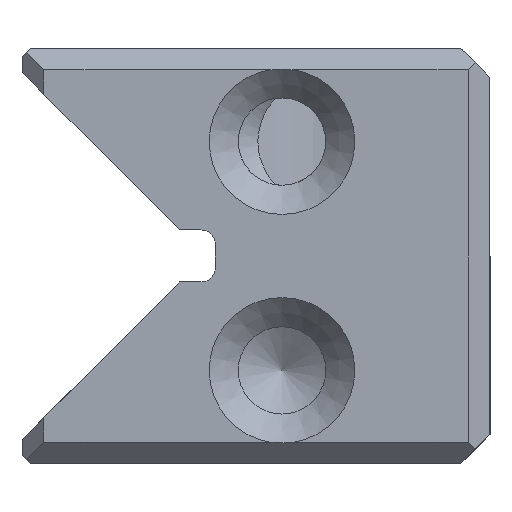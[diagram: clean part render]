
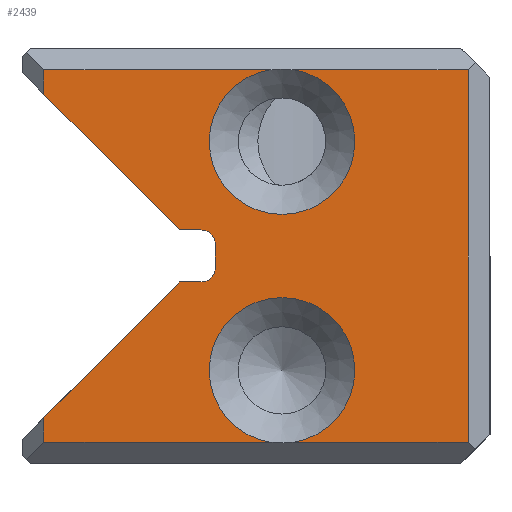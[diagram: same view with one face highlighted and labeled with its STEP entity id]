
A CAD part, left-side view. The second image highlights one B-rep face of the part: STEP entity #2439.
In plain terms, the highlighted planar face has unit normal (-1, 0, 0).
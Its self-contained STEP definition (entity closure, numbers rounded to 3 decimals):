
#2128=FACE_OUTER_BOUND('',#3359,.T.);
#2439=ADVANCED_FACE('',(#2128),#2783,.T.);
#2783=PLANE('',#8371);
#3013=CIRCLE('',#8367,3.5);
#3014=CIRCLE('',#8368,3.5);
#3015=CIRCLE('',#8369,0.7);
#3016=CIRCLE('',#8370,0.7);
#3359=EDGE_LOOP('',(#3974,#3975,#3976,#3977,#3978,#3979,#3980,#3981,#3982,
#3983,#3984,#3985,#3986,#3987,#3988,#3989));
#3974=ORIENTED_EDGE('',*,*,#6367,.F.);
#3975=ORIENTED_EDGE('',*,*,#6368,.T.);
#3976=ORIENTED_EDGE('',*,*,#6369,.T.);
#3977=ORIENTED_EDGE('',*,*,#6370,.T.);
#3978=ORIENTED_EDGE('',*,*,#6371,.T.);
#3979=ORIENTED_EDGE('',*,*,#6372,.T.);
#3980=ORIENTED_EDGE('',*,*,#6373,.T.);
#3981=ORIENTED_EDGE('',*,*,#6374,.T.);
#3982=ORIENTED_EDGE('',*,*,#6375,.T.);
#3983=ORIENTED_EDGE('',*,*,#6376,.T.);
#3984=ORIENTED_EDGE('',*,*,#6377,.T.);
#3985=ORIENTED_EDGE('',*,*,#6378,.T.);
#3986=ORIENTED_EDGE('',*,*,#6379,.F.);
#3987=ORIENTED_EDGE('',*,*,#6380,.F.);
#3988=ORIENTED_EDGE('',*,*,#6381,.T.);
#3989=ORIENTED_EDGE('',*,*,#6382,.T.);
#5762=VERTEX_POINT('',#10611);
#5763=VERTEX_POINT('',#10612);
#5764=VERTEX_POINT('',#10614);
#5765=VERTEX_POINT('',#10616);
#5766=VERTEX_POINT('',#10618);
#5767=VERTEX_POINT('',#10620);
#5768=VERTEX_POINT('',#10622);
#5769=VERTEX_POINT('',#10624);
#5770=VERTEX_POINT('',#10626);
#5771=VERTEX_POINT('',#10628);
#5772=VERTEX_POINT('',#10630);
#5773=VERTEX_POINT('',#10632);
#5774=VERTEX_POINT('',#10634);
#5775=VERTEX_POINT('',#10636);
#5776=VERTEX_POINT('',#10638);
#5777=VERTEX_POINT('',#10640);
#6367=EDGE_CURVE('',#5762,#5763,#3013,.T.);
#6368=EDGE_CURVE('',#5762,#5764,#7182,.T.);
#6369=EDGE_CURVE('',#5764,#5765,#7183,.T.);
#6370=EDGE_CURVE('',#5765,#5766,#7184,.T.);
#6371=EDGE_CURVE('',#5766,#5767,#3014,.T.);
#6372=EDGE_CURVE('',#5767,#5768,#7185,.T.);
#6373=EDGE_CURVE('',#5768,#5769,#7186,.T.);
#6374=EDGE_CURVE('',#5769,#5770,#7187,.T.);
#6375=EDGE_CURVE('',#5770,#5771,#7188,.T.);
#6376=EDGE_CURVE('',#5771,#5772,#3015,.T.);
#6377=EDGE_CURVE('',#5772,#5773,#7189,.T.);
#6378=EDGE_CURVE('',#5773,#5774,#3016,.T.);
#6379=EDGE_CURVE('',#5775,#5774,#7190,.T.);
#6380=EDGE_CURVE('',#5776,#5775,#7191,.T.);
#6381=EDGE_CURVE('',#5776,#5777,#7192,.T.);
#6382=EDGE_CURVE('',#5777,#5763,#7193,.T.);
#7182=LINE('',#10613,#7851);
#7183=LINE('',#10615,#7852);
#7184=LINE('',#10617,#7853);
#7185=LINE('',#10621,#7854);
#7186=LINE('',#10623,#7855);
#7187=LINE('',#10625,#7856);
#7188=LINE('',#10627,#7857);
#7189=LINE('',#10631,#7858);
#7190=LINE('',#10635,#7859);
#7191=LINE('',#10637,#7860);
#7192=LINE('',#10639,#7861);
#7193=LINE('',#10641,#7862);
#7851=VECTOR('',#8821,1.);
#7852=VECTOR('',#8822,1.);
#7853=VECTOR('',#8823,1.);
#7854=VECTOR('',#8826,1.);
#7855=VECTOR('',#8827,1.);
#7856=VECTOR('',#8828,1.);
#7857=VECTOR('',#8829,1.);
#7858=VECTOR('',#8832,1.);
#7859=VECTOR('',#8835,1.);
#7860=VECTOR('',#8836,1.);
#7861=VECTOR('',#8837,1.);
#7862=VECTOR('',#8838,1.);
#8367=AXIS2_PLACEMENT_3D('',#10610,#8819,#8820);
#8368=AXIS2_PLACEMENT_3D('',#10619,#8824,#8825);
#8369=AXIS2_PLACEMENT_3D('',#10629,#8830,#8831);
#8370=AXIS2_PLACEMENT_3D('',#10633,#8833,#8834);
#8371=AXIS2_PLACEMENT_3D('',#10642,#8839,#8840);
#8819=DIRECTION('',(-1.,0.,0.));
#8820=DIRECTION('',(0.,0.,1.));
#8821=DIRECTION('',(0.,-1.,0.));
#8822=DIRECTION('',(0.,0.,1.));
#8823=DIRECTION('',(0.,1.,0.));
#8824=DIRECTION('',(1.,0.,0.));
#8825=DIRECTION('',(0.,0.,-1.));
#8826=DIRECTION('',(0.,1.,0.));
#8827=DIRECTION('',(0.,0.,-1.));
#8828=DIRECTION('',(0.,-0.707,-0.707));
#8829=DIRECTION('',(0.,-1.,0.));
#8830=DIRECTION('',(1.,0.,0.));
#8831=DIRECTION('',(0.,0.,1.));
#8832=DIRECTION('',(0.,0.,-1.));
#8833=DIRECTION('',(1.,0.,0.));
#8834=DIRECTION('',(0.,0.,1.));
#8835=DIRECTION('',(0.,-1.,0.));
#8836=DIRECTION('',(0.,-0.707,0.707));
#8837=DIRECTION('',(0.,0.,-1.));
#8838=DIRECTION('',(0.,-1.,0.));
#8839=DIRECTION('',(-1.,0.,0.));
#8840=DIRECTION('',(0.,0.,-1.));
#10610=CARTESIAN_POINT('',(0.,10.,4.5));
#10611=CARTESIAN_POINT('',(0.,9.411,1.05));
#10612=CARTESIAN_POINT('',(0.,10.589,1.05));
#10613=CARTESIAN_POINT('',(0.,11.25,1.05));
#10614=CARTESIAN_POINT('',(0.,1.05,1.05));
#10615=CARTESIAN_POINT('',(0.,1.05,0.));
#10616=CARTESIAN_POINT('',(0.,1.05,18.95));
#10617=CARTESIAN_POINT('',(0.,11.25,18.95));
#10618=CARTESIAN_POINT('',(0.,9.411,18.95));
#10619=CARTESIAN_POINT('',(0.,10.,15.5));
#10620=CARTESIAN_POINT('',(0.,10.589,18.95));
#10621=CARTESIAN_POINT('',(0.,11.25,18.95));
#10622=CARTESIAN_POINT('',(0.,21.45,18.95));
#10623=CARTESIAN_POINT('',(0.,21.45,0.));
#10624=CARTESIAN_POINT('',(0.,21.45,17.778));
#10625=CARTESIAN_POINT('',(0.,22.5,18.828));
#10626=CARTESIAN_POINT('',(0.,14.922,11.25));
#10627=CARTESIAN_POINT('',(0.,13.2,11.25));
#10628=CARTESIAN_POINT('',(0.,13.9,11.25));
#10629=CARTESIAN_POINT('',(0.,13.9,10.55));
#10630=CARTESIAN_POINT('',(0.,13.2,10.55));
#10631=CARTESIAN_POINT('',(0.,13.2,11.25));
#10632=CARTESIAN_POINT('',(0.,13.2,9.45));
#10633=CARTESIAN_POINT('',(0.,13.9,9.45));
#10634=CARTESIAN_POINT('',(0.,13.9,8.75));
#10635=CARTESIAN_POINT('',(0.,13.2,8.75));
#10636=CARTESIAN_POINT('',(0.,14.922,8.75));
#10637=CARTESIAN_POINT('',(0.,22.5,1.172));
#10638=CARTESIAN_POINT('',(0.,21.45,2.222));
#10639=CARTESIAN_POINT('',(0.,21.45,0.));
#10640=CARTESIAN_POINT('',(0.,21.45,1.05));
#10641=CARTESIAN_POINT('',(0.,11.25,1.05));
#10642=CARTESIAN_POINT('',(0.,11.25,0.));
